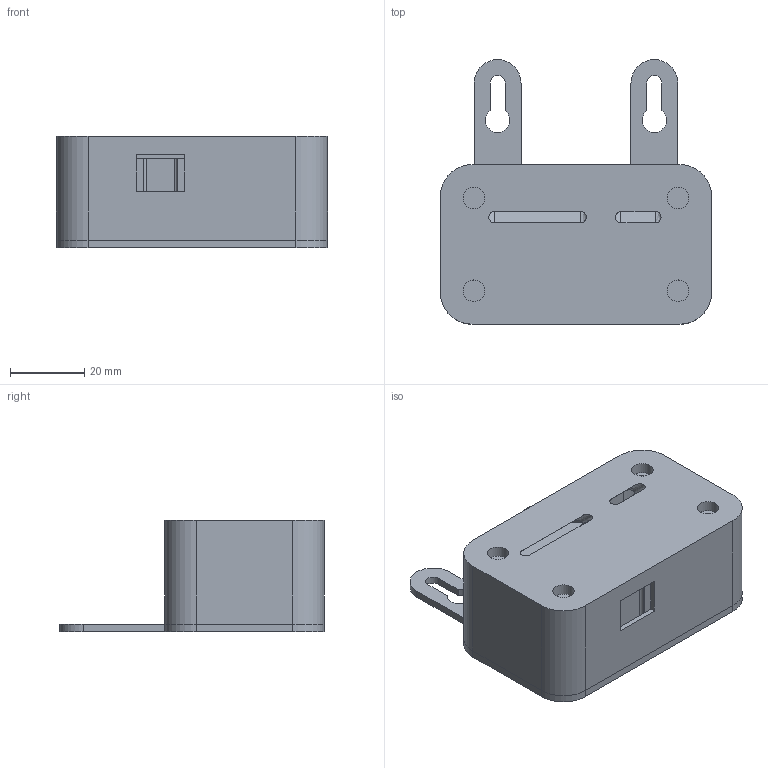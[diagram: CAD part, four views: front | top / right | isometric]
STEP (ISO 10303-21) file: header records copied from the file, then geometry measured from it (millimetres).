
FILE_DESCRIPTION(/* description */ (''),/* implementation_level */ '2;1');
FILE_NAME(/* name */ '4d727f98-682b-4975-b545-c494dfc1e43e.stp',/* time_stamp */ '2021-01-19T00:15:04+00:00',/* author */ (''),/* organization */ (''),/* preprocessor_version */ 'ST-DEVELOPER v18.1',/* originating_system */ 'Autodesk Translation Framework v9.7.1.1290',/* authorisation */ '');
FILE_SCHEMA (('AUTOMOTIVE_DESIGN { 1 0 10303 214 3 1 1 }'));
Length unit declared in the file: millimetre
Products named in the file (3): Case for thermo-stat; Bottom; Top
Assembly tree (2 placements, depth 2):
  Case for thermo-stat
    Bottom
    Top
Bounding box: 73 x 71.3 x 30 mm (x, y, z)
Volume: 47743.5 mm3; surface area: 35163.5 mm2
Topology: 3 solids, 3 shells, 139 faces, 354 edges, 236 vertices
Faces by surface type: plane 85, cylinder 50, bspline 4
Full cylindrical faces by diameter (mm): 2.7 x4, 3 x5, 3.4 x4, 5 x4, 5.8 x4
Entity records: 4404 total; most frequent: CARTESIAN_POINT 782, DIRECTION 742, ORIENTED_EDGE 708, EDGE_CURVE 354, AXIS2_PLACEMENT_3D 248, LINE 246, VECTOR 246, VERTEX_POINT 236
